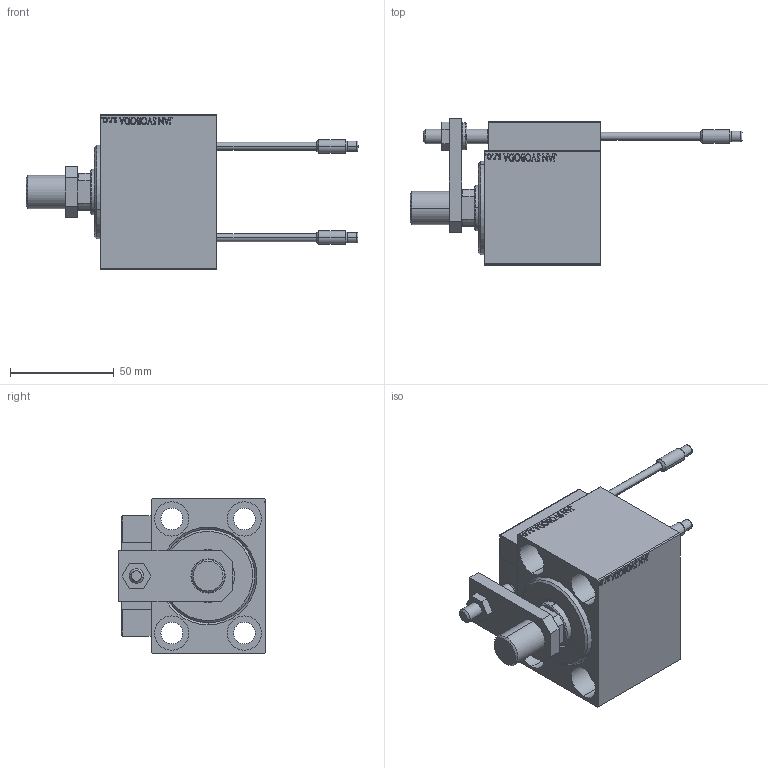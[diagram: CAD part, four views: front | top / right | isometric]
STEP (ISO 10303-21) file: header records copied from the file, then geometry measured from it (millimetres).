
FILE_DESCRIPTION (( 'STEP AP203' ), '1' );
FILE_NAME ('057a.STEP', '2021-11-02T03:27:36', ( '' ), ( '' ), 'SwSTEP 2.0', 'SolidWorks 2019', '' );
FILE_SCHEMA (( 'CONFIG_CONTROL_DESIGN' ));
Length unit declared in the file: millimetre
Products named in the file (16): V450CM_C_VCP b248a2a01ee1b7d3a426d0a2c3356f94; SWITCH_X_FRONT_BACK b248a2a01ee1b7d3a426d0a2c3356f94; 057a; NUT_D12 b248a2a01ee1b7d3a426d0a2c3356f94; ALLEN BOLT D5 b248a2a01ee1b7d3a426d0a2c3356f94; SWITCH X b248a2a01ee1b7d3a426d0a2c3356f94; ZARAZKA b248a2a01ee1b7d3a426d0a2c3356f94; ALLEN BOLT D8 b248a2a01ee1b7d3a426d0a2c3356f94; V450CM_MALE_METRIC b248a2a01ee1b7d3a426d0a2c3356f94; MAGNET b248a2a01ee1b7d3a426d0a2c3356f94; V450CM_C b248a2a01ee1b7d3a426d0a2c3356f94; SWITCH DIM B,W b248a2a01ee1b7d3a426d0a2c3356f94; Block b248a2a01ee1b7d3a426d0a2c3356f94; V450CM_VC_B b248a2a01ee1b7d3a426d0a2c3356f94; KONCOVKA_Y b248a2a01ee1b7d3a426d0a2c3356f94; TYC_L79 b248a2a01ee1b7d3a426d0a2c3356f94
Assembly tree (25 placements, depth 3):
  057a
    V450CM_C b248a2a01ee1b7d3a426d0a2c3356f94
    SWITCH X b248a2a01ee1b7d3a426d0a2c3356f94
      SWITCH_X_FRONT_BACK b248a2a01ee1b7d3a426d0a2c3356f94  x2
      TYC_L79 b248a2a01ee1b7d3a426d0a2c3356f94
      Block b248a2a01ee1b7d3a426d0a2c3356f94  x2
      ALLEN BOLT D5 b248a2a01ee1b7d3a426d0a2c3356f94  x4
      ALLEN BOLT D8 b248a2a01ee1b7d3a426d0a2c3356f94  x4
      MAGNET b248a2a01ee1b7d3a426d0a2c3356f94  x2
      KONCOVKA_Y b248a2a01ee1b7d3a426d0a2c3356f94  x2
    NUT_D12 b248a2a01ee1b7d3a426d0a2c3356f94
    SWITCH DIM B,W b248a2a01ee1b7d3a426d0a2c3356f94
    ZARAZKA b248a2a01ee1b7d3a426d0a2c3356f94
    V450CM_C_VCP b248a2a01ee1b7d3a426d0a2c3356f94
    V450CM_VC_B b248a2a01ee1b7d3a426d0a2c3356f94
    V450CM_MALE_METRIC b248a2a01ee1b7d3a426d0a2c3356f94
Bounding box: 160 x 70.5 x 75 mm (x, y, z)
Volume: 247806.3 mm3; surface area: 78628.4 mm2
Topology: 24 solids, 24 shells, 1319 faces, 3147 edges, 2006 vertices
Faces by surface type: plane 568, bspline 380, cylinder 199, cone 118, torus 50, sphere 4
Entity records: 51287 total; most frequent: CARTESIAN_POINT 26353, ORIENTED_EDGE 5270, DIRECTION 3587, EDGE_CURVE 2635, VERTEX_POINT 1718, LINE 1507, VECTOR 1507, EDGE_LOOP 1215
